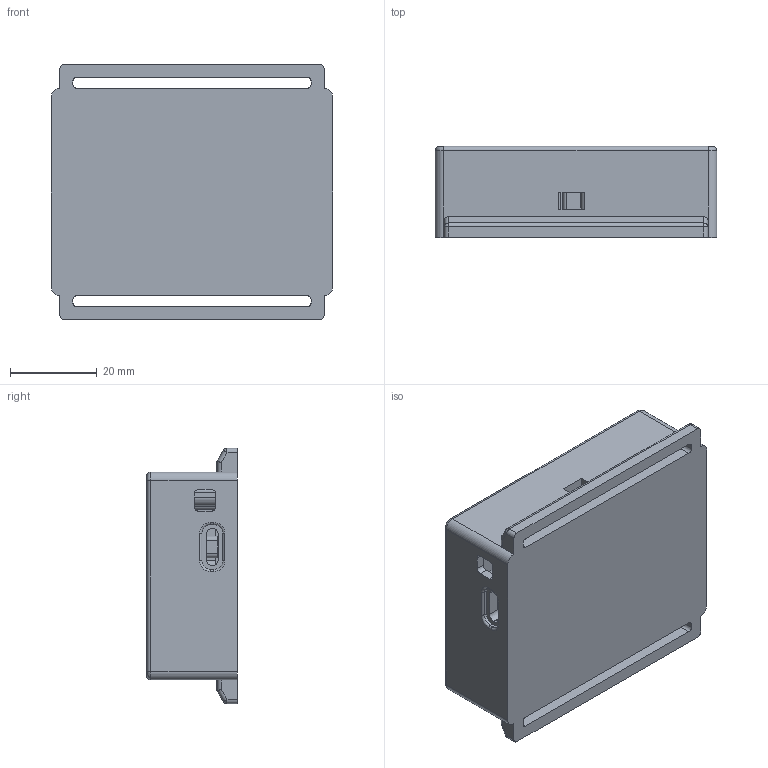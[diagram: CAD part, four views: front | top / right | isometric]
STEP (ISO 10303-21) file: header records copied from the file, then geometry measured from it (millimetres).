
FILE_DESCRIPTION(/* description */ (''),/* implementation_level */ '2;1');
FILE_NAME(/* name */ 'V5.0 Open-Source.step',/* time_stamp */ '2023-10-23T19:53:00+08:00',/* author */ (''),/* organization */ (''),/* preprocessor_version */ 'ST-DEVELOPER v20',/* originating_system */ 'Autodesk Translation Framework v12.14.0.127',/* authorisation */ '');
FILE_SCHEMA (('AUTOMOTIVE_DESIGN { 1 0 10303 214 3 1 1 }'));
Length unit declared in the file: millimetre
Products named in the file (1): V5.0 Open-Source
Bounding box: 65 x 21 x 59 mm (x, y, z)
Volume: 29163 mm3; surface area: 25685.1 mm2
Topology: 2 solids, 2 shells, 275 faces, 733 edges, 470 vertices
Faces by surface type: plane 140, cylinder 111, cone 9, torus 7, sphere 4, bspline 4
Full cylindrical faces by diameter (mm): 1.5 x3, 2 x2, 2.8 x2, 3.5 x2, 4.5 x1
Entity records: 8633 total; most frequent: DIRECTION 1527, CARTESIAN_POINT 1519, ORIENTED_EDGE 1466, EDGE_CURVE 733, AXIS2_PLACEMENT_3D 526, LINE 475, VECTOR 475, VERTEX_POINT 470
